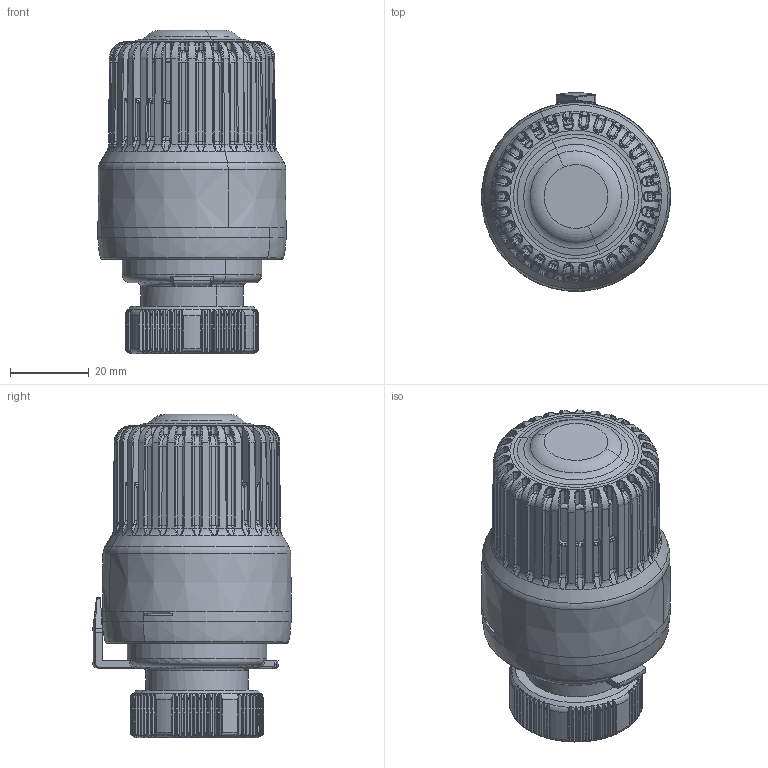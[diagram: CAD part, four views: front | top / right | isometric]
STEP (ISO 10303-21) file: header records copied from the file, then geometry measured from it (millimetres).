
FILE_DESCRIPTION(('CATIA V5 STEP Exchange'),'2;1');
FILE_NAME('STEP_204000_-_TST.stp','2018-10-05T12:50:05+00:00',('none'),('none'),'CATIA Version 5-6 Release 2016 SP4','CATIA V5 STEP AP203','none');
FILE_SCHEMA(('CONFIG_CONTROL_DESIGN'));
Length unit declared in the file: millimetre
Products named in the file (1): 204000 - TST
Bounding box: 47.85 x 50.42 x 82.1 mm (x, y, z)
Volume: 105949.8 mm3; surface area: 17382.6 mm2
Topology: 1 solids, 1 shells, 2349 faces, 6300 edges, 3908 vertices
Faces by surface type: bspline 608, plane 579, cylinder 508, torus 314, cone 310, extrusion 24, revolution 6
Entity records: 110005 total; most frequent: CARTESIAN_POINT 63584, ORIENTED_EDGE 12552, EDGE_CURVE 6276, DIRECTION 4822, VERTEX_POINT 3908, B_SPLINE_CURVE_WITH_KNOTS 3780, AXIS2_PLACEMENT_3D 2411, EDGE_LOOP 2352
